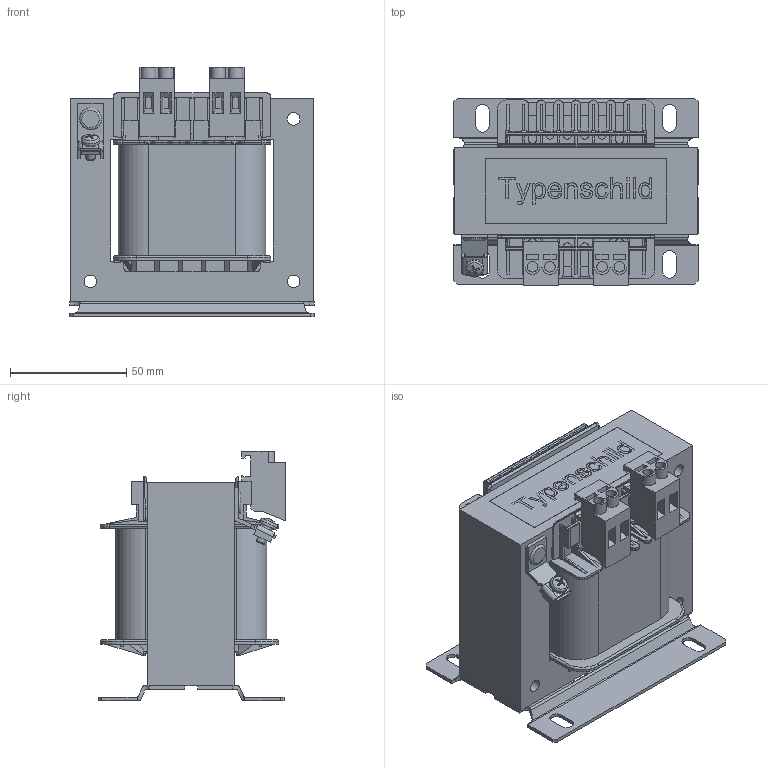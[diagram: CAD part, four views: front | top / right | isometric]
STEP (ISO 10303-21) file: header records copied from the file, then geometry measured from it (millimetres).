
FILE_DESCRIPTION(/* description */ (''),/* implementation_level */ '2;1');
FILE_NAME(/* name */ 'STENE0.2.stp',/* time_stamp */ '2020-05-07T13:34:57+02:00',/* author */ ('TrapT'),/* organization */ (''),/* preprocessor_version */ 'ST-DEVELOPER v17.2',/* originating_system */ 'Autodesk Inventor 2019',/* authorisation */ '');
FILE_SCHEMA (('AUTOMOTIVE_DESIGN { 1 0 10303 214 3 1 1 }'));
Length unit declared in the file: millimetre
Products named in the file (1): Bauteil2
Bounding box: 105.3 x 80.7 x 107.55 mm (x, y, z)
Volume: 445061.7 mm3; surface area: 116639.4 mm2
Topology: 2 solids, 3 shells, 1000 faces, 2781 edges, 1759 vertices
Faces by surface type: plane 634, cylinder 207, bspline 91, torus 52, cone 11, sphere 5
Full cylindrical faces by diameter (mm): 4 x1, 4.5 x4, 4.8 x1, 5 x1, 5.5 x5, 9.5 x1
Entity records: 35262 total; most frequent: CARTESIAN_POINT 8719, ORIENTED_EDGE 5556, DIRECTION 4969, EDGE_CURVE 2778, LINE 1991, VECTOR 1991, VERTEX_POINT 1759, AXIS2_PLACEMENT_3D 1489
